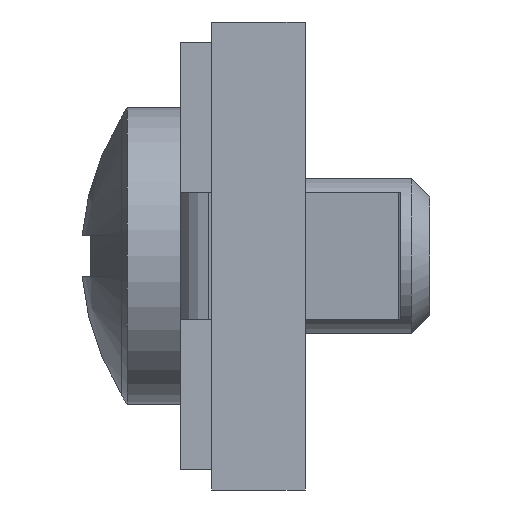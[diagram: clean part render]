
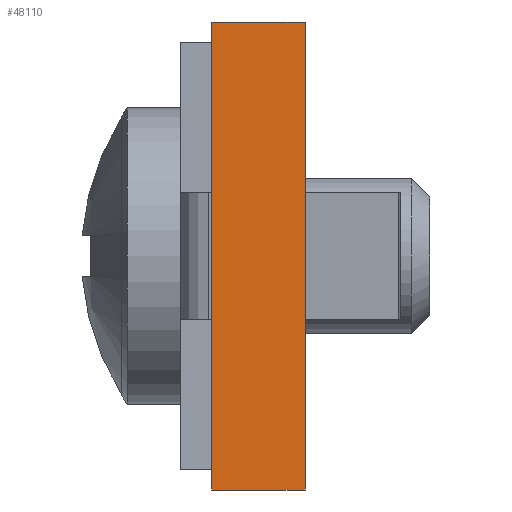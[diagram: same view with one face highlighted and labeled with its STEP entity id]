
A CAD part, left-side view. The second image highlights one B-rep face of the part: STEP entity #48110.
In plain terms, the highlighted planar face has unit normal (-1, 0, 0).
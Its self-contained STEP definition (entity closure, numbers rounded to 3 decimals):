
#2854 = EDGE_LOOP ( 'NONE', ( #5888, #5971, #5897, #5961 ) ) ;
#3375 = AXIS2_PLACEMENT_3D ( 'NONE', #6895, #6879, #6870 ) ;
#5888 = ORIENTED_EDGE ( 'NONE', *, *, #37908, .T. ) ;
#5897 = ORIENTED_EDGE ( 'NONE', *, *, #37829, .T. ) ;
#5961 = ORIENTED_EDGE ( 'NONE', *, *, #37847, .F. ) ;
#5971 = ORIENTED_EDGE ( 'NONE', *, *, #37435, .F. ) ;
#6869 = PLANE ( 'NONE',  #3375 ) ;
#6870 = DIRECTION ( 'NONE',  ( 0., 0., -1. ) ) ;
#6879 = DIRECTION ( 'NONE',  ( 1., 0., 0. ) ) ;
#6895 = CARTESIAN_POINT ( 'NONE',  ( -6.75, 1.5, 0. ) ) ;
#6905 = FACE_OUTER_BOUND ( 'NONE', #2854, .T. ) ;
#13311 = CARTESIAN_POINT ( 'NONE',  ( -6.75, 1.5, 0. ) ) ;
#13324 = CARTESIAN_POINT ( 'NONE',  ( -6.75, 1.5, -15. ) ) ;
#13578 = CARTESIAN_POINT ( 'NONE',  ( -6.75, -1.5, -15. ) ) ;
#13623 = CARTESIAN_POINT ( 'NONE',  ( -6.75, -1.5, 0. ) ) ;
#29432 = VECTOR ( 'NONE', #52539, 1000. ) ;
#29465 = VECTOR ( 'NONE', #52504, 1000. ) ;
#29505 = VECTOR ( 'NONE', #52756, 1000. ) ;
#30181 = VECTOR ( 'NONE', #51665, 1000. ) ;
#37435 = EDGE_CURVE ( 'NONE', #39849, #39848, #51642, .T. ) ;
#37829 = EDGE_CURVE ( 'NONE', #39849, #40025, #52519, .T. ) ;
#37847 = EDGE_CURVE ( 'NONE', #39995, #40025, #52549, .T. ) ;
#37908 = EDGE_CURVE ( 'NONE', #39995, #39848, #52760, .T. ) ;
#39848 = VERTEX_POINT ( 'NONE', #13311 ) ;
#39849 = VERTEX_POINT ( 'NONE', #13324 ) ;
#39995 = VERTEX_POINT ( 'NONE', #13623 ) ;
#40025 = VERTEX_POINT ( 'NONE', #13578 ) ;
#48110 = ADVANCED_FACE ( 'NONE', ( #6905 ), #6869, .F. ) ;
#51642 = LINE ( 'NONE', #51682, #30181 ) ;
#51665 = DIRECTION ( 'NONE',  ( 0., 0., 1. ) ) ;
#51682 = CARTESIAN_POINT ( 'NONE',  ( -6.75, 1.5, -15. ) ) ;
#52504 = DIRECTION ( 'NONE',  ( 0., -1., 0. ) ) ;
#52505 = CARTESIAN_POINT ( 'NONE',  ( -6.75, 1.5, -15. ) ) ;
#52519 = LINE ( 'NONE', #52505, #29465 ) ;
#52531 = CARTESIAN_POINT ( 'NONE',  ( -6.75, -1.5, 0. ) ) ;
#52539 = DIRECTION ( 'NONE',  ( 0., 0., -1. ) ) ;
#52549 = LINE ( 'NONE', #52531, #29432 ) ;
#52716 = CARTESIAN_POINT ( 'NONE',  ( -6.75, 1.5, 0. ) ) ;
#52756 = DIRECTION ( 'NONE',  ( 0., 1., 0. ) ) ;
#52760 = LINE ( 'NONE', #52716, #29505 ) ;
